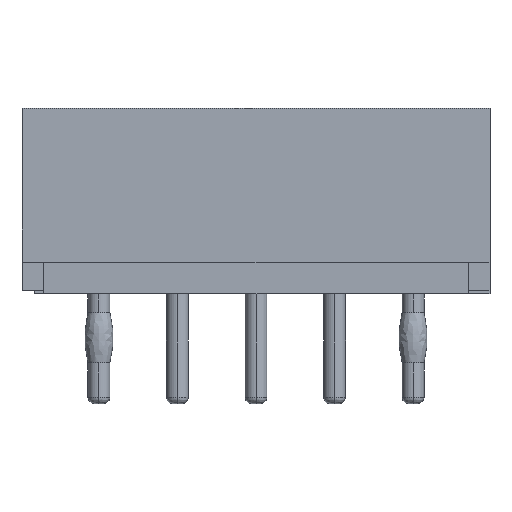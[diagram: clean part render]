
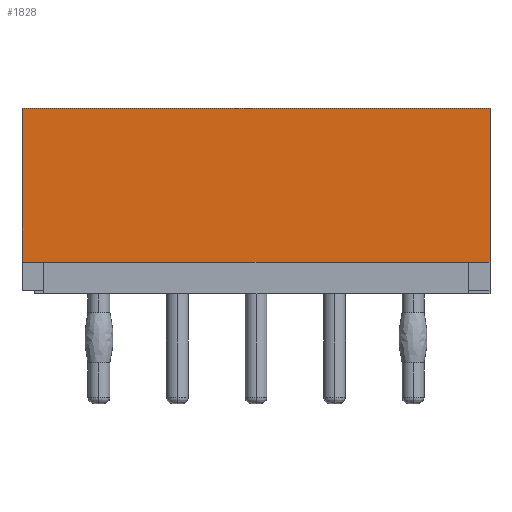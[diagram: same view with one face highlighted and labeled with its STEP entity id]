
A CAD part, top view. The second image highlights one B-rep face of the part: STEP entity #1828.
In plain terms, the highlighted planar face has unit normal (0, 0, 1).
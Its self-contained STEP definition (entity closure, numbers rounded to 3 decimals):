
#61=DIRECTION('',(0.,1.,0.));
#62=VECTOR('',#61,4.9);
#63=CARTESIAN_POINT('',(7.45,-1.95,2.47));
#64=LINE('',#63,#62);
#109=DIRECTION('',(1.,0.,0.));
#110=VECTOR('',#109,14.9);
#111=CARTESIAN_POINT('',(-7.45,2.95,2.47));
#112=LINE('',#111,#110);
#205=DIRECTION('',(0.,1.,0.));
#206=VECTOR('',#205,4.9);
#207=CARTESIAN_POINT('',(-7.45,-1.95,2.47));
#208=LINE('',#207,#206);
#213=DIRECTION('',(1.,0.,0.));
#214=VECTOR('',#213,14.9);
#215=CARTESIAN_POINT('',(-7.45,-1.95,2.47));
#216=LINE('',#215,#214);
#1229=CARTESIAN_POINT('',(-7.45,2.95,2.47));
#1230=CARTESIAN_POINT('',(7.45,2.95,2.47));
#1231=VERTEX_POINT('',#1229);
#1232=VERTEX_POINT('',#1230);
#1267=CARTESIAN_POINT('',(7.45,-1.95,2.47));
#1268=VERTEX_POINT('',#1267);
#1301=CARTESIAN_POINT('',(-7.45,-1.95,2.47));
#1302=VERTEX_POINT('',#1301);
#1816=CARTESIAN_POINT('',(-7.45,-2.95,2.47));
#1817=DIRECTION('',(0.,0.,1.));
#1818=DIRECTION('',(1.,0.,0.));
#1819=AXIS2_PLACEMENT_3D('',#1816,#1817,#1818);
#1820=PLANE('',#1819);
#1822=ORIENTED_EDGE('',*,*,#1821,.F.);
#1823=ORIENTED_EDGE('',*,*,#1787,.T.);
#1824=ORIENTED_EDGE('',*,*,#1727,.T.);
#1825=ORIENTED_EDGE('',*,*,#1667,.F.);
#1826=EDGE_LOOP('',(#1822,#1823,#1824,#1825));
#1827=FACE_OUTER_BOUND('',#1826,.F.);
#1828=ADVANCED_FACE('',(#1827),#1820,.T.);
#1667=EDGE_CURVE('',#1268,#1232,#64,.T.);
#1727=EDGE_CURVE('',#1231,#1232,#112,.T.);
#1787=EDGE_CURVE('',#1302,#1231,#208,.T.);
#1821=EDGE_CURVE('',#1302,#1268,#216,.T.);
